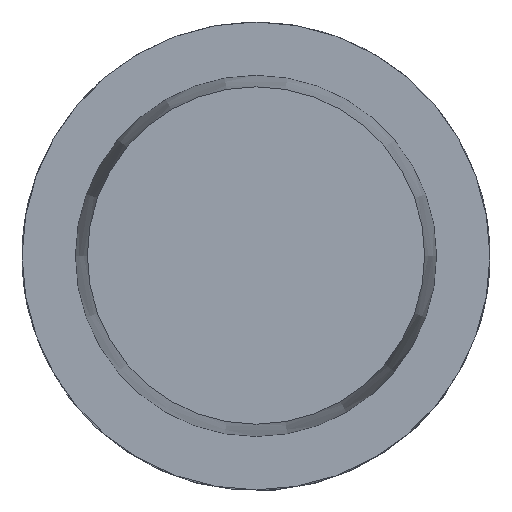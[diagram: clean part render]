
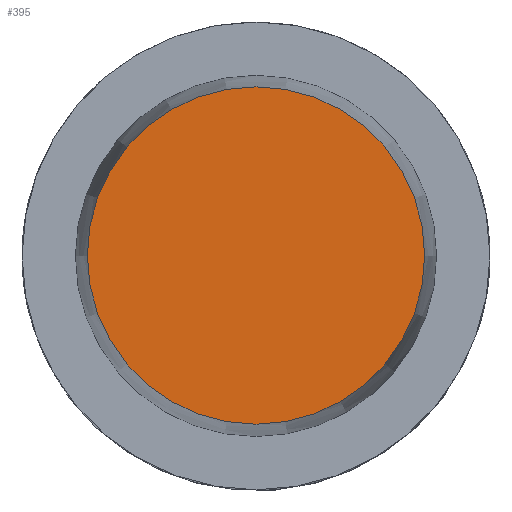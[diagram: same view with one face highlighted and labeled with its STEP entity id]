
A CAD part, top view. The second image highlights one B-rep face of the part: STEP entity #395.
In plain terms, the highlighted planar face has unit normal (0, 0, 1).
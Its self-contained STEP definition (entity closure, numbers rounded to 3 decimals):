
#337=EDGE_CURVE('240[2]',#814,#814,#815,.T.);
#395=ADVANCED_FACE('240[2]',(#888),#889,.T.);
#814=VERTEX_POINT('',#1584);
#815=CIRCLE('',#1585,22.715);
#888=FACE_OUTER_BOUND('',#1781,.T.);
#889=PLANE('',#1782);
#1584=CARTESIAN_POINT('',(22.715,0.,32.0));
#1585=AXIS2_PLACEMENT_3D('',#2399,#2400,#2401);
#1781=EDGE_LOOP('',(#2486));
#1782=AXIS2_PLACEMENT_3D('',#2487,#2488,#2489);
#2399=CARTESIAN_POINT('',(0.,0.,32.0));
#2400=DIRECTION('',(0.,0.,-1.0));
#2401=DIRECTION('',(1.0,0.,0.));
#2486=ORIENTED_EDGE('',*,*,#337,.F.);
#2487=CARTESIAN_POINT('',(11.357,0.,32.0));
#2488=DIRECTION('',(0.,0.,1.0));
#2489=DIRECTION('',(1.0,0.,0.0));
